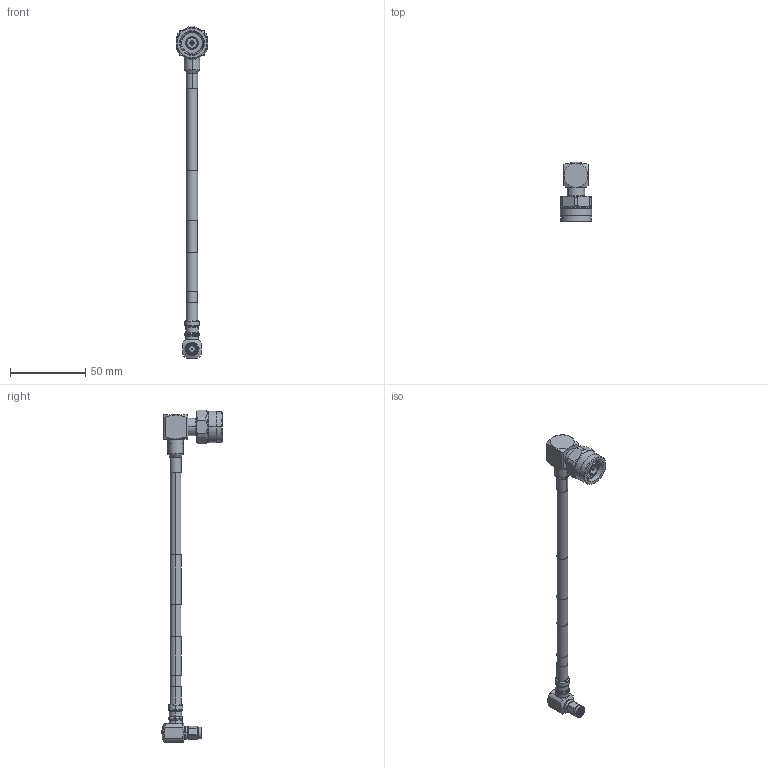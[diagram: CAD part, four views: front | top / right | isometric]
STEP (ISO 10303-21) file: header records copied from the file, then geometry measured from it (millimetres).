
FILE_DESCRIPTION (( 'STEP AP214' ), '1' );
FILE_NAME ('LCCA31053.step', '2022-10-04T19:21:00', ( '' ), ( '' ), 'SwSTEP 2.0', 'SolidWorks 2021', '' );
FILE_SCHEMA (( 'AUTOMOTIVE_DESIGN' ));
Length unit declared in the file: inch
Products named in the file (4):  SPP-250-LLPL ^LCCA31053_SPP-250-LLPL; TC-250-NM-RA-LP-LC^LCCA31053; LCCA31053; Copy of TC-250-SM-RA-LP-LC^LCCA31053
Assembly tree (3 placements, depth 2):
  LCCA31053
     SPP-250-LLPL ^LCCA31053_SPP-250-LLPL
    TC-250-NM-RA-LP-LC^LCCA31053
    Copy of TC-250-SM-RA-LP-LC^LCCA31053
Bounding box: 20.92 x 40.21 x 220.9 mm (x, y, z)
Volume: 18184.7 mm3; surface area: 13349.6 mm2
Topology: 7 solids, 7 shells, 398 faces, 926 edges, 568 vertices
Faces by surface type: cylinder 146, cone 116, plane 93, bspline 23, torus 20
Entity records: 16058 total; most frequent: CARTESIAN_POINT 6827, DIRECTION 1919, ORIENTED_EDGE 1852, EDGE_CURVE 926, AXIS2_PLACEMENT_3D 800, VERTEX_POINT 568, EDGE_LOOP 434, CIRCLE 419
